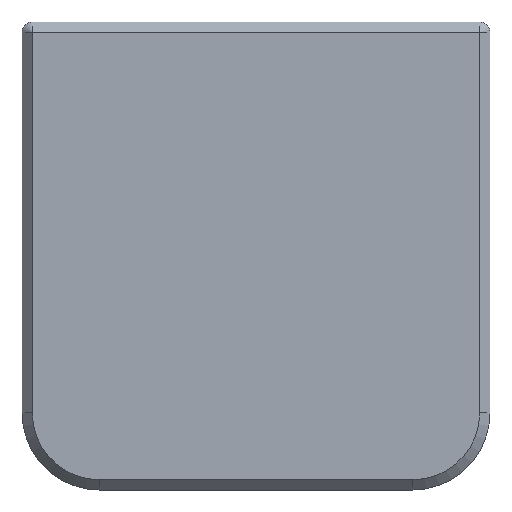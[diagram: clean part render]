
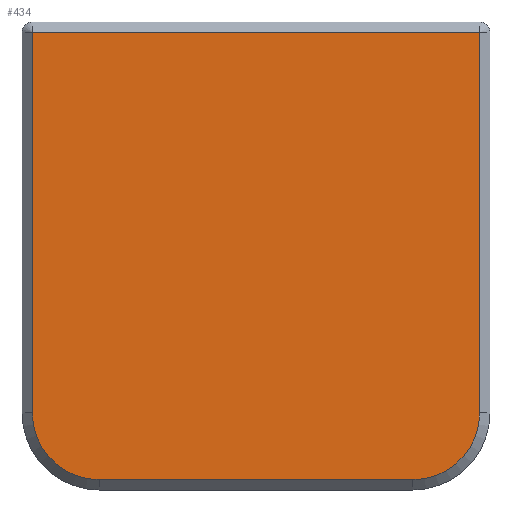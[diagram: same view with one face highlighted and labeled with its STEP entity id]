
A CAD part, top view. The second image highlights one B-rep face of the part: STEP entity #434.
In plain terms, the highlighted planar face has unit normal (0, 0, 1).
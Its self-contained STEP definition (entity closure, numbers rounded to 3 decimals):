
#95 = VERTEX_POINT('',#96);
#96 = CARTESIAN_POINT('',(-21.75,-15.25,2.));
#104 = VERTEX_POINT('',#105);
#105 = CARTESIAN_POINT('',(-21.75,21.73,2.));
#111 = EDGE_CURVE('',#95,#104,#112,.T.);
#112 = LINE('',#113,#114);
#113 = CARTESIAN_POINT('',(-21.75,-15.25,2.));
#114 = VECTOR('',#115,1.);
#115 = DIRECTION('',(0.,1.,0.));
#390 = VERTEX_POINT('',#391);
#391 = CARTESIAN_POINT('',(-15.25,-21.75,2.));
#399 = EDGE_CURVE('',#390,#95,#400,.T.);
#400 = CIRCLE('',#401,6.5);
#401 = AXIS2_PLACEMENT_3D('',#402,#403,#404);
#402 = CARTESIAN_POINT('',(-15.25,-15.25,2.));
#403 = DIRECTION('',(-0.,0.,-1.));
#404 = DIRECTION('',(0.,-1.,0.));
#434 = ADVANCED_FACE('',(#435),#488,.T.);
#435 = FACE_BOUND('',#436,.T.);
#436 = EDGE_LOOP('',(#437,#447,#456,#464,#471,#472,#473,#481));
#437 = ORIENTED_EDGE('',*,*,#438,.F.);
#438 = EDGE_CURVE('',#439,#441,#443,.T.);
#439 = VERTEX_POINT('',#440);
#440 = CARTESIAN_POINT('',(21.75,21.73,2.));
#441 = VERTEX_POINT('',#442);
#442 = CARTESIAN_POINT('',(21.75,-15.25,2.));
#443 = LINE('',#444,#445);
#444 = CARTESIAN_POINT('',(21.75,21.73,2.));
#445 = VECTOR('',#446,1.);
#446 = DIRECTION('',(0.,-1.,0.));
#447 = ORIENTED_EDGE('',*,*,#448,.F.);
#448 = EDGE_CURVE('',#449,#439,#451,.T.);
#449 = VERTEX_POINT('',#450);
#450 = CARTESIAN_POINT('',(21.73,21.75,2.));
#451 = CIRCLE('',#452,0.02);
#452 = AXIS2_PLACEMENT_3D('',#453,#454,#455);
#453 = CARTESIAN_POINT('',(21.73,21.73,2.));
#454 = DIRECTION('',(0.,0.,-1.));
#455 = DIRECTION('',(0.,1.,0.));
#456 = ORIENTED_EDGE('',*,*,#457,.F.);
#457 = EDGE_CURVE('',#458,#449,#460,.T.);
#458 = VERTEX_POINT('',#459);
#459 = CARTESIAN_POINT('',(-21.73,21.75,2.));
#460 = LINE('',#461,#462);
#461 = CARTESIAN_POINT('',(-21.73,21.75,2.));
#462 = VECTOR('',#463,1.);
#463 = DIRECTION('',(1.,0.,0.));
#464 = ORIENTED_EDGE('',*,*,#465,.F.);
#465 = EDGE_CURVE('',#104,#458,#466,.T.);
#466 = CIRCLE('',#467,0.02);
#467 = AXIS2_PLACEMENT_3D('',#468,#469,#470);
#468 = CARTESIAN_POINT('',(-21.73,21.73,2.));
#469 = DIRECTION('',(0.,0.,-1.));
#470 = DIRECTION('',(-1.,0.,0.));
#471 = ORIENTED_EDGE('',*,*,#111,.F.);
#472 = ORIENTED_EDGE('',*,*,#399,.F.);
#473 = ORIENTED_EDGE('',*,*,#474,.F.);
#474 = EDGE_CURVE('',#475,#390,#477,.T.);
#475 = VERTEX_POINT('',#476);
#476 = CARTESIAN_POINT('',(15.25,-21.75,2.));
#477 = LINE('',#478,#479);
#478 = CARTESIAN_POINT('',(15.25,-21.75,2.));
#479 = VECTOR('',#480,1.);
#480 = DIRECTION('',(-1.,0.,0.));
#481 = ORIENTED_EDGE('',*,*,#482,.F.);
#482 = EDGE_CURVE('',#441,#475,#483,.T.);
#483 = CIRCLE('',#484,6.5);
#484 = AXIS2_PLACEMENT_3D('',#485,#486,#487);
#485 = CARTESIAN_POINT('',(15.25,-15.25,2.));
#486 = DIRECTION('',(0.,-0.,-1.));
#487 = DIRECTION('',(1.,0.,0.));
#488 = PLANE('',#489);
#489 = AXIS2_PLACEMENT_3D('',#490,#491,#492);
#490 = CARTESIAN_POINT('',(0.,0.811,2.));
#491 = DIRECTION('',(0.,0.,1.));
#492 = DIRECTION('',(1.,0.,0.));
